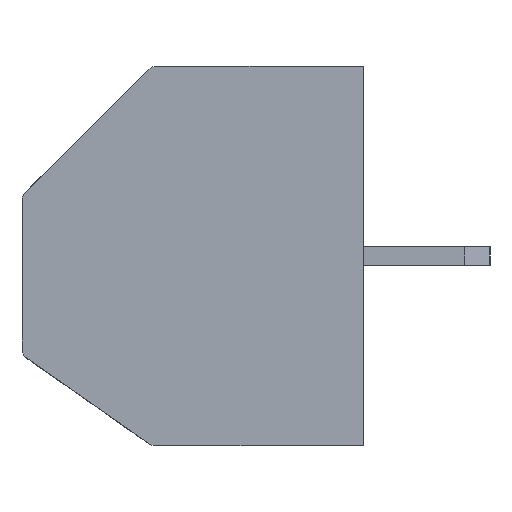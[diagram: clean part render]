
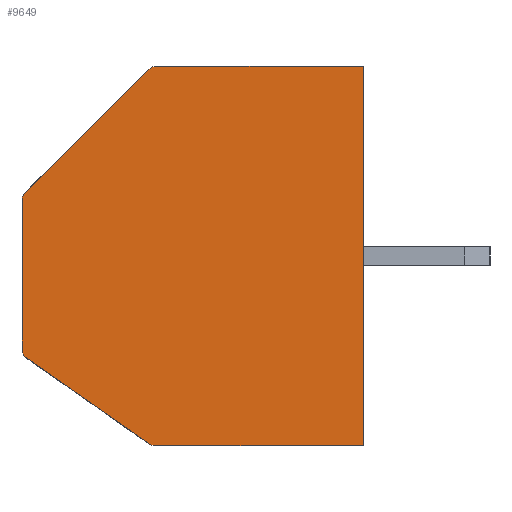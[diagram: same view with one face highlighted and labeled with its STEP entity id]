
A CAD part, left-side view. The second image highlights one B-rep face of the part: STEP entity #9649.
In plain terms, the highlighted planar face has unit normal (-1, 0, 0).
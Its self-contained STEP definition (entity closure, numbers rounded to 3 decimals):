
#535 = VERTEX_POINT ( 'NONE', #26030 ) ;
#926 = VECTOR ( 'NONE', #34570, 1000. ) ;
#1330 = CARTESIAN_POINT ( 'NONE',  ( -3., 6.605, -6. ) ) ;
#1466 = VERTEX_POINT ( 'NONE', #10611 ) ;
#3769 = VECTOR ( 'NONE', #30955, 1000. ) ;
#4435 = CARTESIAN_POINT ( 'NONE',  ( -3., 10.8, 1.9 ) ) ;
#4713 = EDGE_CURVE ( 'NONE', #30188, #6875, #13352, .T. ) ;
#5722 = CARTESIAN_POINT ( 'NONE',  ( -3., 10.8, 1.776 ) ) ;
#6282 = CARTESIAN_POINT ( 'NONE',  ( -3., 10.8, 6. ) ) ;
#6344 = CIRCLE ( 'NONE', #25173, 0.3 ) ;
#6515 = DIRECTION ( 'NONE',  ( 1., 0., 0. ) ) ;
#6634 = DIRECTION ( 'NONE',  ( -1., 0., 0. ) ) ;
#6875 = VERTEX_POINT ( 'NONE', #31536 ) ;
#7079 = CIRCLE ( 'NONE', #18916, 0.3 ) ;
#7086 = EDGE_LOOP ( 'NONE', ( #33383, #39987, #16039, #12606, #22891, #41457, #37377, #8379, #14240, #31199 ) ) ;
#7569 = VECTOR ( 'NONE', #30042, 1000. ) ;
#8158 = EDGE_CURVE ( 'NONE', #9508, #9037, #24119, .T. ) ;
#8379 = ORIENTED_EDGE ( 'NONE', *, *, #25478, .T. ) ;
#9037 = VERTEX_POINT ( 'NONE', #1330 ) ;
#9508 = VERTEX_POINT ( 'NONE', #12197 ) ;
#9649 = ADVANCED_FACE ( 'NONE', ( #43201 ), #26874, .F. ) ;
#9818 = CARTESIAN_POINT ( 'NONE',  ( -3., 0., -6. ) ) ;
#10611 = CARTESIAN_POINT ( 'NONE',  ( -3., 10.8, -2.973 ) ) ;
#10731 = CARTESIAN_POINT ( 'NONE',  ( -3., 6.605, -5.7 ) ) ;
#11403 = EDGE_CURVE ( 'NONE', #1466, #23831, #26182, .T. ) ;
#12182 = LINE ( 'NONE', #39050, #15839 ) ;
#12197 = CARTESIAN_POINT ( 'NONE',  ( -3., 6.777, -5.946 ) ) ;
#12606 = ORIENTED_EDGE ( 'NONE', *, *, #16491, .T. ) ;
#13001 = CARTESIAN_POINT ( 'NONE',  ( -3., 6.576, 6. ) ) ;
#13352 = LINE ( 'NONE', #26702, #926 ) ;
#14240 = ORIENTED_EDGE ( 'NONE', *, *, #11403, .F. ) ;
#15033 = EDGE_CURVE ( 'NONE', #9037, #33446, #12182, .T. ) ;
#15839 = VECTOR ( 'NONE', #22242, 1000. ) ;
#15952 = LINE ( 'NONE', #36971, #32075 ) ;
#16039 = ORIENTED_EDGE ( 'NONE', *, *, #15033, .T. ) ;
#16226 = CARTESIAN_POINT ( 'NONE',  ( -3., 10.8, -3.129 ) ) ;
#16491 = EDGE_CURVE ( 'NONE', #33446, #6875, #15952, .T. ) ;
#16581 = DIRECTION ( 'NONE',  ( 0., 0., -1. ) ) ;
#17435 = CARTESIAN_POINT ( 'NONE',  ( -3., 6.788, 5.912 ) ) ;
#17551 = CARTESIAN_POINT ( 'NONE',  ( -3., 10.5, 1.776 ) ) ;
#17561 = LINE ( 'NONE', #4435, #3769 ) ;
#18916 = AXIS2_PLACEMENT_3D ( 'NONE', #38754, #28947, #25646 ) ;
#19677 = EDGE_CURVE ( 'NONE', #30188, #36817, #7079, .T. ) ;
#19684 = DIRECTION ( 'NONE',  ( 0., 0., -1. ) ) ;
#20075 = CARTESIAN_POINT ( 'NONE',  ( -3., 10.8, 6. ) ) ;
#21659 = AXIS2_PLACEMENT_3D ( 'NONE', #17551, #6634, #30069 ) ;
#22139 = LINE ( 'NONE', #16226, #7569 ) ;
#22242 = DIRECTION ( 'NONE',  ( 0., -1., 0. ) ) ;
#22891 = ORIENTED_EDGE ( 'NONE', *, *, #4713, .F. ) ;
#23809 = DIRECTION ( 'NONE',  ( -1., 0., 0. ) ) ;
#23831 = VERTEX_POINT ( 'NONE', #5722 ) ;
#24119 = CIRCLE ( 'NONE', #36701, 0.3 ) ;
#24475 = EDGE_CURVE ( 'NONE', #9508, #535, #22139, .T. ) ;
#25173 = AXIS2_PLACEMENT_3D ( 'NONE', #36928, #23809, #40623 ) ;
#25478 = EDGE_CURVE ( 'NONE', #42163, #23831, #28558, .T. ) ;
#25646 = DIRECTION ( 'NONE',  ( 0., 0., -1. ) ) ;
#26030 = CARTESIAN_POINT ( 'NONE',  ( -3., 10.672, -3.219 ) ) ;
#26182 = LINE ( 'NONE', #6282, #28514 ) ;
#26702 = CARTESIAN_POINT ( 'NONE',  ( -3., 10.8, 6. ) ) ;
#26874 = PLANE ( 'NONE',  #28351 ) ;
#28351 = AXIS2_PLACEMENT_3D ( 'NONE', #20075, #6515, #16581 ) ;
#28514 = VECTOR ( 'NONE', #39490, 1000. ) ;
#28558 = CIRCLE ( 'NONE', #21659, 0.3 ) ;
#28947 = DIRECTION ( 'NONE',  ( -1., 0., 0. ) ) ;
#29360 = CARTESIAN_POINT ( 'NONE',  ( -3., 10.712, 1.988 ) ) ;
#30042 = DIRECTION ( 'NONE',  ( 0., 0.819, 0.574 ) ) ;
#30069 = DIRECTION ( 'NONE',  ( 0., 0., -1. ) ) ;
#30188 = VERTEX_POINT ( 'NONE', #13001 ) ;
#30955 = DIRECTION ( 'NONE',  ( 0., -0.707, 0.707 ) ) ;
#31199 = ORIENTED_EDGE ( 'NONE', *, *, #33491, .T. ) ;
#31536 = CARTESIAN_POINT ( 'NONE',  ( -3., 0., 6. ) ) ;
#32075 = VECTOR ( 'NONE', #40240, 1000. ) ;
#33383 = ORIENTED_EDGE ( 'NONE', *, *, #24475, .F. ) ;
#33446 = VERTEX_POINT ( 'NONE', #9818 ) ;
#33491 = EDGE_CURVE ( 'NONE', #1466, #535, #6344, .T. ) ;
#34570 = DIRECTION ( 'NONE',  ( 0., -1., 0. ) ) ;
#35191 = EDGE_CURVE ( 'NONE', #42163, #36817, #17561, .T. ) ;
#36318 = DIRECTION ( 'NONE',  ( -1., 0., 0. ) ) ;
#36701 = AXIS2_PLACEMENT_3D ( 'NONE', #10731, #36318, #19684 ) ;
#36817 = VERTEX_POINT ( 'NONE', #17435 ) ;
#36928 = CARTESIAN_POINT ( 'NONE',  ( -3., 10.5, -2.973 ) ) ;
#36971 = CARTESIAN_POINT ( 'NONE',  ( -3., 0., 6. ) ) ;
#37377 = ORIENTED_EDGE ( 'NONE', *, *, #35191, .F. ) ;
#38754 = CARTESIAN_POINT ( 'NONE',  ( -3., 6.576, 5.7 ) ) ;
#39050 = CARTESIAN_POINT ( 'NONE',  ( -3., 10.8, -6. ) ) ;
#39490 = DIRECTION ( 'NONE',  ( 0., 0., 1. ) ) ;
#39987 = ORIENTED_EDGE ( 'NONE', *, *, #8158, .T. ) ;
#40240 = DIRECTION ( 'NONE',  ( 0., 0., 1. ) ) ;
#40623 = DIRECTION ( 'NONE',  ( 0., 0., -1. ) ) ;
#41457 = ORIENTED_EDGE ( 'NONE', *, *, #19677, .T. ) ;
#42163 = VERTEX_POINT ( 'NONE', #29360 ) ;
#43201 = FACE_OUTER_BOUND ( 'NONE', #7086, .T. ) ;
